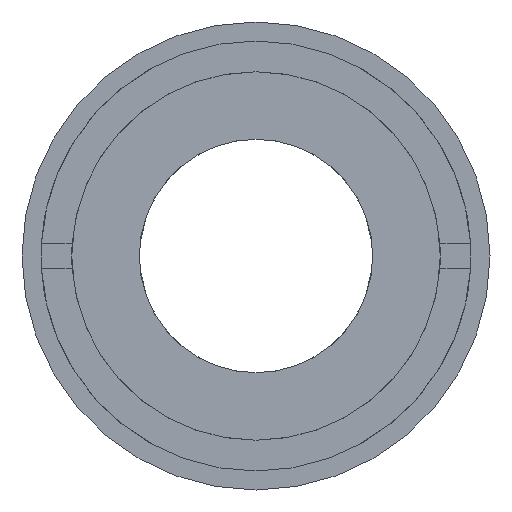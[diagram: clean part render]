
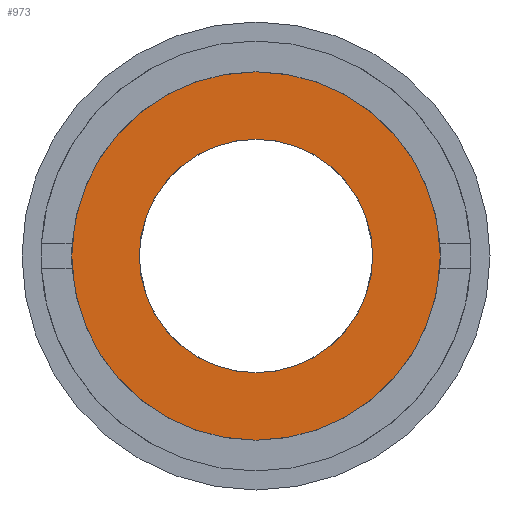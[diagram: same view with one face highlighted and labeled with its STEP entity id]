
A CAD part, front view. The second image highlights one B-rep face of the part: STEP entity #973.
In plain terms, the highlighted planar face has unit normal (0, -1, 0).
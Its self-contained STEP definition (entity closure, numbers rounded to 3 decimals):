
#7 = FACE_BOUND ( 'NONE', #1276, .T. ) ;
#94 = CARTESIAN_POINT ( 'NONE',  ( 0., 5., -9.5 ) ) ;
#113 = PLANE ( 'NONE',  #853 ) ;
#126 = DIRECTION ( 'NONE',  ( 0., 0., 1. ) ) ;
#171 = DIRECTION ( 'NONE',  ( 0., 0., 1. ) ) ;
#182 = DIRECTION ( 'NONE',  ( 0., 1., 0. ) ) ;
#203 = CARTESIAN_POINT ( 'NONE',  ( 0., 5., 0. ) ) ;
#234 = CARTESIAN_POINT ( 'NONE',  ( 0., 5., 0. ) ) ;
#312 = FACE_OUTER_BOUND ( 'NONE', #1042, .T. ) ;
#321 = VERTEX_POINT ( 'NONE', #442 ) ;
#364 = CARTESIAN_POINT ( 'NONE',  ( 0., 5., 15.6 ) ) ;
#442 = CARTESIAN_POINT ( 'NONE',  ( 0., 5., 9.5 ) ) ;
#444 = AXIS2_PLACEMENT_3D ( 'NONE', #542, #522, #527 ) ;
#472 = DIRECTION ( 'NONE',  ( 0., 1., 0. ) ) ;
#485 = CIRCLE ( 'NONE', #568, 9.5 ) ;
#522 = DIRECTION ( 'NONE',  ( 0., 1., 0. ) ) ;
#527 = DIRECTION ( 'NONE',  ( 0., 0., 1. ) ) ;
#541 = CARTESIAN_POINT ( 'NONE',  ( 0., 5., 0. ) ) ;
#542 = CARTESIAN_POINT ( 'NONE',  ( 0., 5., 0. ) ) ;
#568 = AXIS2_PLACEMENT_3D ( 'NONE', #541, #472, #1241 ) ;
#586 = ORIENTED_EDGE ( 'NONE', *, *, #672, .T. ) ;
#620 = VERTEX_POINT ( 'NONE', #703 ) ;
#654 = ORIENTED_EDGE ( 'NONE', *, *, #1015, .F. ) ;
#672 = EDGE_CURVE ( 'NONE', #1054, #321, #485, .T. ) ;
#703 = CARTESIAN_POINT ( 'NONE',  ( 0., 5., -15.6 ) ) ;
#712 = VERTEX_POINT ( 'NONE', #364 ) ;
#720 = CIRCLE ( 'NONE', #926, 15.6 ) ;
#732 = AXIS2_PLACEMENT_3D ( 'NONE', #203, #182, #171 ) ;
#758 = CIRCLE ( 'NONE', #444, 9.5 ) ;
#853 = AXIS2_PLACEMENT_3D ( 'NONE', #1107, #1085, #1076 ) ;
#857 = EDGE_CURVE ( 'NONE', #321, #1054, #758, .T. ) ;
#899 = DIRECTION ( 'NONE',  ( 0., 1., 0. ) ) ;
#926 = AXIS2_PLACEMENT_3D ( 'NONE', #234, #899, #126 ) ;
#973 = ADVANCED_FACE ( 'NONE', ( #7, #312 ), #113, .T. ) ;
#1012 = ORIENTED_EDGE ( 'NONE', *, *, #857, .T. ) ;
#1015 = EDGE_CURVE ( 'NONE', #620, #712, #1321, .T. ) ;
#1042 = EDGE_LOOP ( 'NONE', ( #1081, #654 ) ) ;
#1054 = VERTEX_POINT ( 'NONE', #94 ) ;
#1076 = DIRECTION ( 'NONE',  ( 0., 0., -1. ) ) ;
#1081 = ORIENTED_EDGE ( 'NONE', *, *, #1094, .F. ) ;
#1085 = DIRECTION ( 'NONE',  ( 0., -1., 0. ) ) ;
#1094 = EDGE_CURVE ( 'NONE', #712, #620, #720, .T. ) ;
#1107 = CARTESIAN_POINT ( 'NONE',  ( -9.5, 5., 0. ) ) ;
#1241 = DIRECTION ( 'NONE',  ( 0., 0., 1. ) ) ;
#1276 = EDGE_LOOP ( 'NONE', ( #1012, #586 ) ) ;
#1321 = CIRCLE ( 'NONE', #732, 15.6 ) ;
